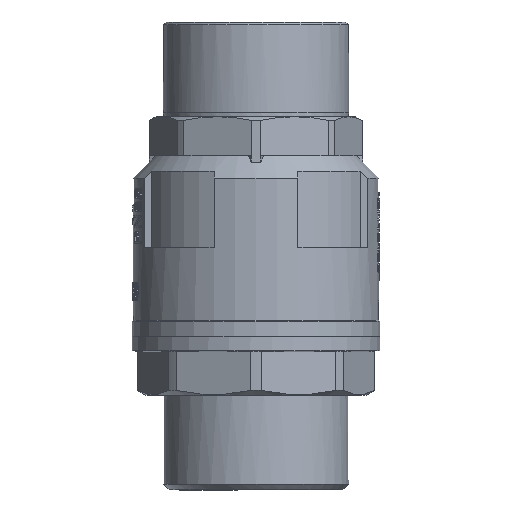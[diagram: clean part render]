
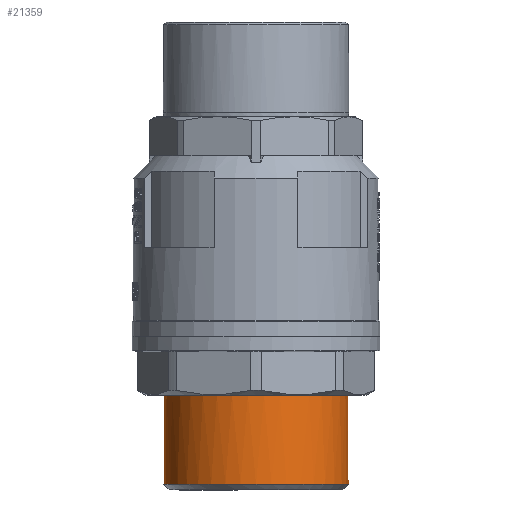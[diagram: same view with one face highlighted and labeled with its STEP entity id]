
A CAD part, left-side view. The second image highlights one B-rep face of the part: STEP entity #21359.
In plain terms, the highlighted cylindrical face has radius 16.625 mm (diameter 33.249 mm), a full revolution.
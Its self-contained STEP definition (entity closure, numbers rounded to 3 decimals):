
#5911=ORIENTED_EDGE('',*,*,#12504,.F.);
#5912=ORIENTED_EDGE('',*,*,#12512,.T.);
#12504=EDGE_CURVE('',#15838,#15838,#18055,.T.);
#12512=EDGE_CURVE('',#15845,#15845,#18062,.T.);
#15838=VERTEX_POINT('',#42388);
#15845=VERTEX_POINT('',#42461);
#18055=CIRCLE('',#30333,16.625);
#18062=CIRCLE('',#30350,16.625);
#18474=EDGE_LOOP('',(#5911));
#18475=EDGE_LOOP('',(#5912));
#19867=FACE_BOUND('',#18474,.T.);
#19868=FACE_BOUND('',#18475,.T.);
#21182=CYLINDRICAL_SURFACE('',#30349,16.625);
#21359=ADVANCED_FACE('',(#19867,#19868),#21182,.T.);
#30333=AXIS2_PLACEMENT_3D('',#42387,#33652,#33653);
#30349=AXIS2_PLACEMENT_3D('',#42459,#33684,#33685);
#30350=AXIS2_PLACEMENT_3D('',#42460,#33686,#33687);
#33652=DIRECTION('',(0.,0.,1.));
#33653=DIRECTION('',(-0.924,0.383,0.));
#33684=DIRECTION('',(0.,0.,1.));
#33685=DIRECTION('',(-0.924,0.383,0.));
#33686=DIRECTION('',(0.,0.,1.));
#33687=DIRECTION('',(1.,0.,0.));
#42387=CARTESIAN_POINT('',(0.,0.,-12.7));
#42388=CARTESIAN_POINT('',(-15.359,6.362,-12.7));
#42459=CARTESIAN_POINT('',(0.,0.,-25.086));
#42460=CARTESIAN_POINT('',(0.,0.,-28.7));
#42461=CARTESIAN_POINT('',(16.625,0.,-28.7));
